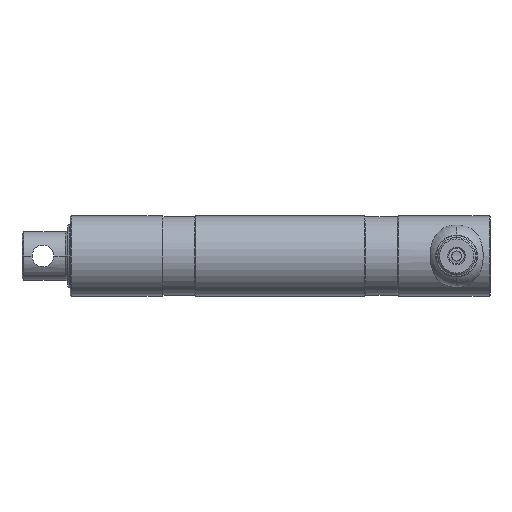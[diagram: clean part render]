
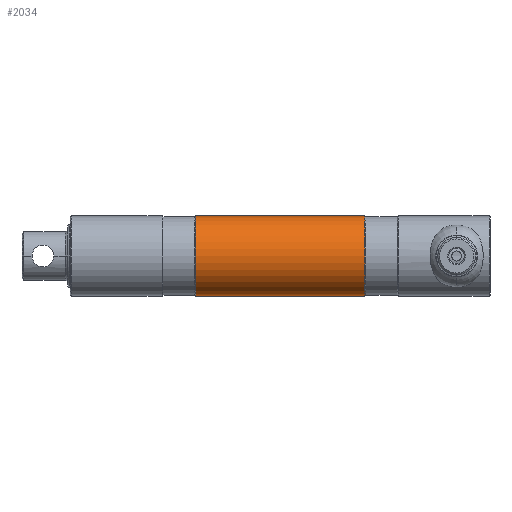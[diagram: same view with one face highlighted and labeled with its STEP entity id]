
A CAD part, left-side view. The second image highlights one B-rep face of the part: STEP entity #2034.
In plain terms, the highlighted cylindrical face has radius 48 mm (diameter 96 mm), a partial arc.
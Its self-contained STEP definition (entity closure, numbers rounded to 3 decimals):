
#52 = DIRECTION ( 'NONE',  ( 0., -1., 0. ) ) ;
#78 = DIRECTION ( 'NONE',  ( 0., 0., -1. ) ) ;
#205 = CARTESIAN_POINT ( 'NONE',  ( 0., -46.52, 48. ) ) ;
#391 = EDGE_CURVE ( 'NONE', #4158, #5145, #6121, .T. ) ;
#667 = EDGE_LOOP ( 'NONE', ( #7206, #941, #4859, #2432 ) ) ;
#829 = EDGE_CURVE ( 'NONE', #7671, #2935, #5274, .T. ) ;
#941 = ORIENTED_EDGE ( 'NONE', *, *, #829, .T. ) ;
#1190 = DIRECTION ( 'NONE',  ( 0., 0., -1. ) ) ;
#1218 = DIRECTION ( 'NONE',  ( 0., -1., 0. ) ) ;
#1244 = CARTESIAN_POINT ( 'NONE',  ( 0., 150., 0. ) ) ;
#1564 = AXIS2_PLACEMENT_3D ( 'NONE', #1244, #1218, #1190 ) ;
#1913 = DIRECTION ( 'NONE',  ( 0., -1., 0. ) ) ;
#2034 = ADVANCED_FACE ( 'NONE', ( #2716 ), #2679, .T. ) ;
#2251 = VECTOR ( 'NONE', #1913, 1000. ) ;
#2273 = LINE ( 'NONE', #8539, #2251 ) ;
#2400 = EDGE_CURVE ( 'NONE', #2935, #5145, #2273, .T. ) ;
#2432 = ORIENTED_EDGE ( 'NONE', *, *, #391, .F. ) ;
#2679 = CYLINDRICAL_SURFACE ( 'NONE', #4657, 48. ) ;
#2716 = FACE_OUTER_BOUND ( 'NONE', #667, .T. ) ;
#2935 = VERTEX_POINT ( 'NONE', #3653 ) ;
#3653 = CARTESIAN_POINT ( 'NONE',  ( 0., 353., -48. ) ) ;
#4158 = VERTEX_POINT ( 'NONE', #5292 ) ;
#4197 = VECTOR ( 'NONE', #5363, 1000. ) ;
#4205 = LINE ( 'NONE', #205, #4197 ) ;
#4657 = AXIS2_PLACEMENT_3D ( 'NONE', #7971, #52, #78 ) ;
#4859 = ORIENTED_EDGE ( 'NONE', *, *, #2400, .T. ) ;
#5145 = VERTEX_POINT ( 'NONE', #5197 ) ;
#5197 = CARTESIAN_POINT ( 'NONE',  ( 0., 150., -48. ) ) ;
#5274 = CIRCLE ( 'NONE', #6663, 48. ) ;
#5292 = CARTESIAN_POINT ( 'NONE',  ( 0., 150., 48. ) ) ;
#5363 = DIRECTION ( 'NONE',  ( 0., -1., 0. ) ) ;
#5451 = EDGE_CURVE ( 'NONE', #7671, #4158, #4205, .T. ) ;
#5530 = CARTESIAN_POINT ( 'NONE',  ( 0., 353., 48. ) ) ;
#6121 = CIRCLE ( 'NONE', #1564, 48. ) ;
#6663 = AXIS2_PLACEMENT_3D ( 'NONE', #7496, #6864, #6840 ) ;
#6840 = DIRECTION ( 'NONE',  ( 0., 0., -1. ) ) ;
#6864 = DIRECTION ( 'NONE',  ( 0., -1., 0. ) ) ;
#7206 = ORIENTED_EDGE ( 'NONE', *, *, #5451, .F. ) ;
#7496 = CARTESIAN_POINT ( 'NONE',  ( 0., 353., 0. ) ) ;
#7671 = VERTEX_POINT ( 'NONE', #5530 ) ;
#7971 = CARTESIAN_POINT ( 'NONE',  ( 0., -46.52, 0. ) ) ;
#8539 = CARTESIAN_POINT ( 'NONE',  ( 0., -46.52, -48. ) ) ;
